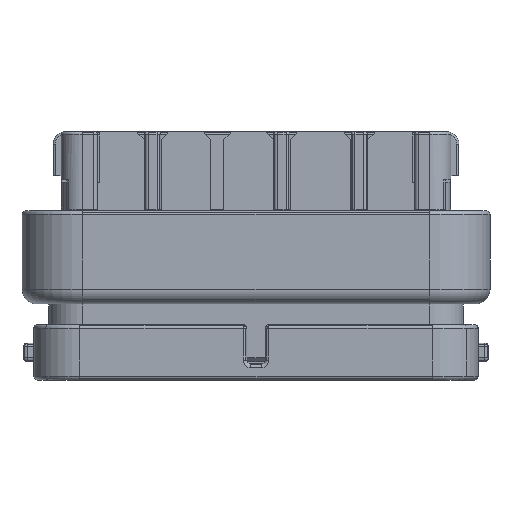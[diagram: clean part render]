
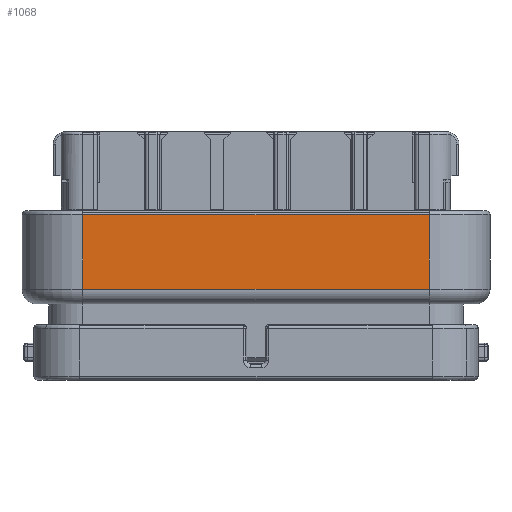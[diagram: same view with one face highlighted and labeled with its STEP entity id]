
A CAD part, front view. The second image highlights one B-rep face of the part: STEP entity #1068.
In plain terms, the highlighted planar face has unit normal (0, -1, 0).
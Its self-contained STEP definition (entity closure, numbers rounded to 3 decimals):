
#987 = LINE ( 'NONE', #10620, #26538 ) ;
#1068 = ADVANCED_FACE ( 'NONE', ( #40689 ), #18647, .T. ) ;
#3431 = LINE ( 'NONE', #37567, #84205 ) ;
#4624 = VERTEX_POINT ( 'NONE', #34497 ) ;
#5079 = ORIENTED_EDGE ( 'NONE', *, *, #51342, .T. ) ;
#5879 = EDGE_CURVE ( 'NONE', #19309, #79463, #987, .T. ) ;
#10620 = CARTESIAN_POINT ( 'NONE',  ( -8., -13.8, -21.3 ) ) ;
#11530 = DIRECTION ( 'NONE',  ( -1., 0., 0. ) ) ;
#17476 = DIRECTION ( 'NONE',  ( 1., 0., 0. ) ) ;
#18647 = PLANE ( 'NONE',  #65746 ) ;
#19309 = VERTEX_POINT ( 'NONE', #39856 ) ;
#26538 = VECTOR ( 'NONE', #17476, 1000. ) ;
#27028 = CARTESIAN_POINT ( 'NONE',  ( 23.5, -13.8, -21.3 ) ) ;
#31363 = DIRECTION ( 'NONE',  ( 0., 0., -1. ) ) ;
#34497 = CARTESIAN_POINT ( 'NONE',  ( -23.5, -13.8, -11.2 ) ) ;
#37567 = CARTESIAN_POINT ( 'NONE',  ( 6.5, -13.8, -11.2 ) ) ;
#39856 = CARTESIAN_POINT ( 'NONE',  ( -23.5, -13.8, -21.3 ) ) ;
#40689 = FACE_OUTER_BOUND ( 'NONE', #83614, .T. ) ;
#41634 = ORIENTED_EDGE ( 'NONE', *, *, #81129, .T. ) ;
#48950 = ORIENTED_EDGE ( 'NONE', *, *, #5879, .T. ) ;
#51238 = DIRECTION ( 'NONE',  ( 0., -1., 0. ) ) ;
#51342 = EDGE_CURVE ( 'NONE', #4624, #19309, #59523, .T. ) ;
#53678 = DIRECTION ( 'NONE',  ( 0., 0., -1. ) ) ;
#54526 = CARTESIAN_POINT ( 'NONE',  ( 23.5, -13.8, -10.7 ) ) ;
#58454 = VECTOR ( 'NONE', #31363, 1000. ) ;
#59523 = LINE ( 'NONE', #64875, #58454 ) ;
#59624 = EDGE_CURVE ( 'NONE', #73340, #79463, #71541, .T. ) ;
#64875 = CARTESIAN_POINT ( 'NONE',  ( -23.5, -13.8, -23.2 ) ) ;
#65126 = CARTESIAN_POINT ( 'NONE',  ( 23.5, -13.8, -11.2 ) ) ;
#65381 = VECTOR ( 'NONE', #53678, 1000. ) ;
#65746 = AXIS2_PLACEMENT_3D ( 'NONE', #76382, #51238, #11530 ) ;
#71541 = LINE ( 'NONE', #54526, #65381 ) ;
#73340 = VERTEX_POINT ( 'NONE', #65126 ) ;
#76382 = CARTESIAN_POINT ( 'NONE',  ( 23.5, -13.8, -10.7 ) ) ;
#79463 = VERTEX_POINT ( 'NONE', #27028 ) ;
#81129 = EDGE_CURVE ( 'NONE', #73340, #4624, #3431, .T. ) ;
#81547 = ORIENTED_EDGE ( 'NONE', *, *, #59624, .F. ) ;
#83365 = DIRECTION ( 'NONE',  ( -1., 0., 0. ) ) ;
#83614 = EDGE_LOOP ( 'NONE', ( #48950, #81547, #41634, #5079 ) ) ;
#84205 = VECTOR ( 'NONE', #83365, 1000. ) ;
